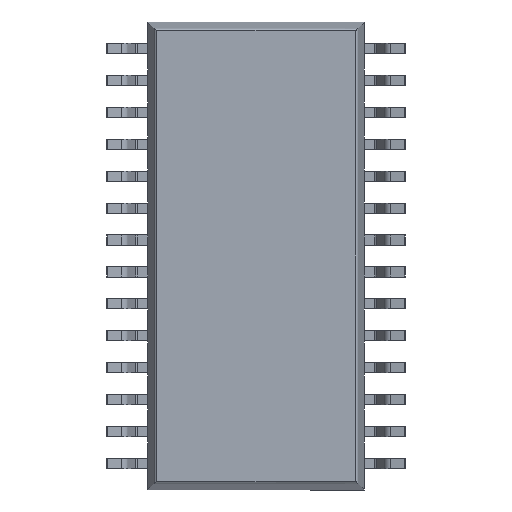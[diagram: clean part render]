
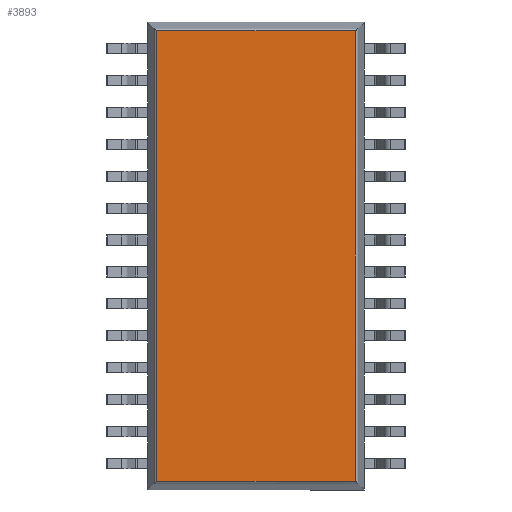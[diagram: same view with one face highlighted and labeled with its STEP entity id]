
A CAD part, front view. The second image highlights one B-rep face of the part: STEP entity #3893.
In plain terms, the highlighted planar face has unit normal (0, -1, 0).
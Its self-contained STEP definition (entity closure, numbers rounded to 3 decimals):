
#3841 = EDGE_CURVE ( 'NONE', #3851, #3853, #15754, .T. ) ;
#3842 = ORIENTED_EDGE ( 'NONE', *, *, #3843, .T. ) ;
#3843 = EDGE_CURVE ( 'NONE', #3853, #3847, #15749, .T. ) ;
#3847 = VERTEX_POINT ( 'NONE', #15790 ) ;
#3848 = VERTEX_POINT ( 'NONE', #15785 ) ;
#3849 = ORIENTED_EDGE ( 'NONE', *, *, #3850, .T. ) ;
#3850 = EDGE_CURVE ( 'NONE', #3848, #3851, #15784, .T. ) ;
#3851 = VERTEX_POINT ( 'NONE', #15780 ) ;
#3852 = ORIENTED_EDGE ( 'NONE', *, *, #3841, .T. ) ;
#3853 = VERTEX_POINT ( 'NONE', #15779 ) ;
#3893 = ADVANCED_FACE ( 'NONE', ( #15829 ), #15879, .T. ) ;
#3894 = EDGE_LOOP ( 'NONE', ( #3895, #3849, #3852, #3842 ) ) ;
#3895 = ORIENTED_EDGE ( 'NONE', *, *, #3896, .T. ) ;
#3896 = EDGE_CURVE ( 'NONE', #3847, #3848, #15874, .T. ) ;
#15746 = DIRECTION ( 'NONE',  ( -1., 0., 0. ) ) ;
#15747 = VECTOR ( 'NONE', #15746, 1000. ) ;
#15748 = CARTESIAN_POINT ( 'NONE',  ( -4.3, 0.15, 8.948 ) ) ;
#15749 = LINE ( 'NONE', #15748, #15747 ) ;
#15751 = DIRECTION ( 'NONE',  ( 0., 0., 1. ) ) ;
#15752 = VECTOR ( 'NONE', #15751, 1000. ) ;
#15753 = CARTESIAN_POINT ( 'NONE',  ( 3.948, 0.15, -9.3 ) ) ;
#15754 = LINE ( 'NONE', #15753, #15752 ) ;
#15779 = CARTESIAN_POINT ( 'NONE',  ( 3.948, 0.15, 8.948 ) ) ;
#15780 = CARTESIAN_POINT ( 'NONE',  ( 3.948, 0.15, -8.948 ) ) ;
#15781 = DIRECTION ( 'NONE',  ( 1., 0., 0. ) ) ;
#15782 = VECTOR ( 'NONE', #15781, 1000. ) ;
#15783 = CARTESIAN_POINT ( 'NONE',  ( -4.3, 0.15, -8.948 ) ) ;
#15784 = LINE ( 'NONE', #15783, #15782 ) ;
#15785 = CARTESIAN_POINT ( 'NONE',  ( -3.948, 0.15, -8.948 ) ) ;
#15790 = CARTESIAN_POINT ( 'NONE',  ( -3.948, 0.15, 8.948 ) ) ;
#15829 = FACE_OUTER_BOUND ( 'NONE', #3894, .T. ) ;
#15871 = DIRECTION ( 'NONE',  ( 0., 0., -1. ) ) ;
#15872 = VECTOR ( 'NONE', #15871, 1000. ) ;
#15873 = CARTESIAN_POINT ( 'NONE',  ( -3.948, 0.15, -9.3 ) ) ;
#15874 = LINE ( 'NONE', #15873, #15872 ) ;
#15875 = DIRECTION ( 'NONE',  ( 0., 0., -1. ) ) ;
#15876 = DIRECTION ( 'NONE',  ( 0., -1., 0. ) ) ;
#15877 = CARTESIAN_POINT ( 'NONE',  ( -4.3, 0.15, -9.3 ) ) ;
#15878 = AXIS2_PLACEMENT_3D ( 'NONE', #15877, #15876, #15875 ) ;
#15879 = PLANE ( 'NONE',  #15878 ) ;
